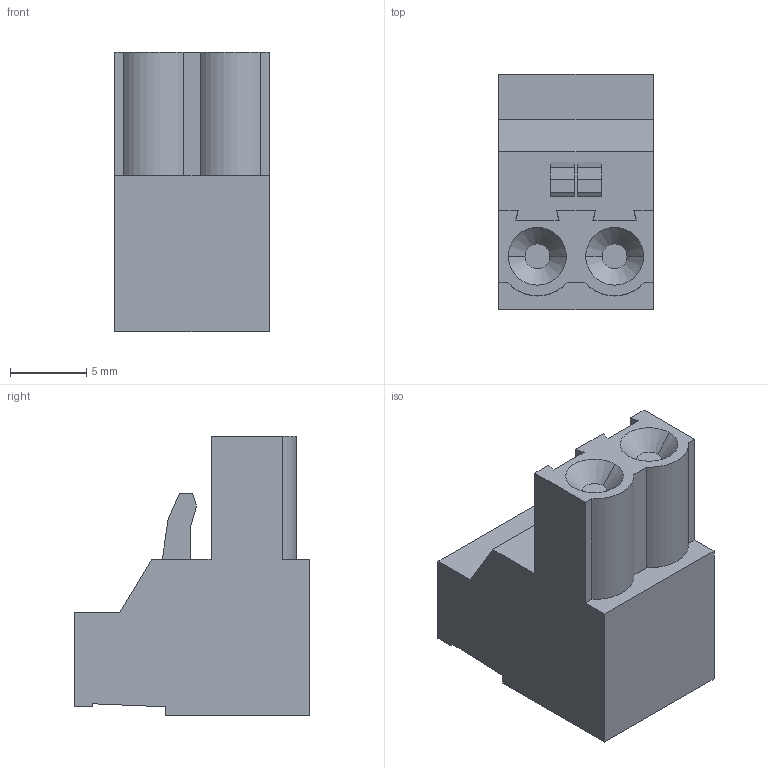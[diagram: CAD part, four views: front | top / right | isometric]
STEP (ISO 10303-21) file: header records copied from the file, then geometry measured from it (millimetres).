
FILE_DESCRIPTION((''),'2;1');
FILE_NAME('C-796634-2','2015-08-13T',('workeradm'),('Tyco Electronics Ltd.'),'PRO/ENGINEER BY PARAMETRIC TECHNOLOGY CORPORATION, 2014090','PRO/ENGINEER BY PARAMETRIC TECHNOLOGY CORPORATION, 2014090','');
FILE_SCHEMA(('AUTOMOTIVE_DESIGN { 1 0 10303 214 1 1 1 1 }'));
Length unit declared in the file: millimetre
Products named in the file (1): C-796634-2
Bounding box: 10.16 x 15.5 x 18.4 mm (x, y, z)
Volume: 1779.3 mm3; surface area: 1185.2 mm2
Topology: 1 solids, 1 shells, 74 faces, 192 edges, 128 vertices
Faces by surface type: plane 64, cylinder 6, cone 4
Entity records: 2420 total; most frequent: CARTESIAN_POINT 396, ORIENTED_EDGE 384, DIRECTION 368, EDGE_CURVE 192, VECTOR 164, LINE 164, VERTEX_POINT 128, COLOUR_RGB 126
